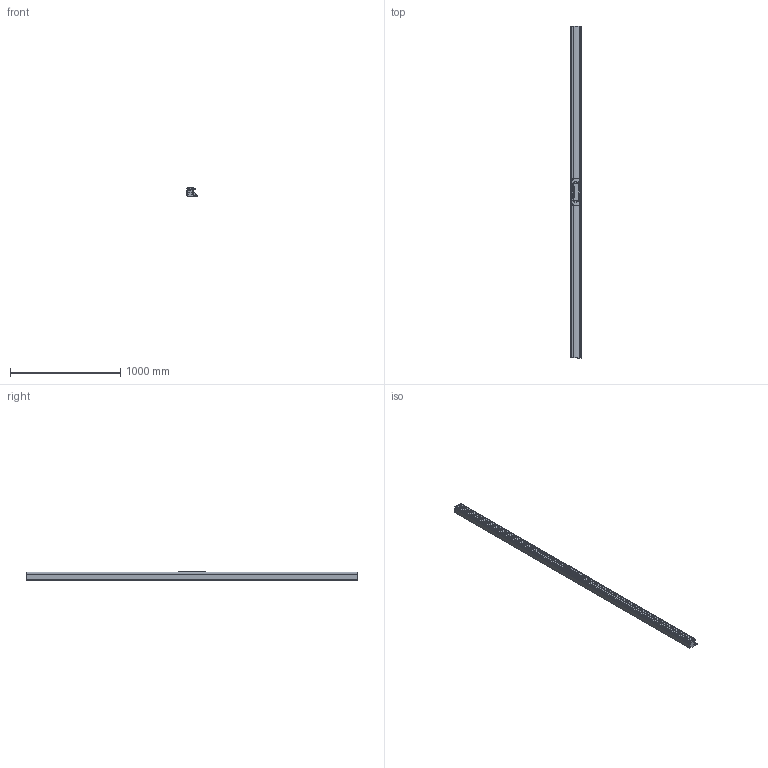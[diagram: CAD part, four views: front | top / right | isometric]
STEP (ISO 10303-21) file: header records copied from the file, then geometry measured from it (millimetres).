
FILE_DESCRIPTION (( 'STEP AP214' ), '1' );
FILE_NAME ('CPREG6300AS4_STPALL.STEP', '2023-06-07T14:09:19', ( '' ), ( '' ), 'SwSTEP 2.0', 'SolidWorks 2020', '' );
FILE_SCHEMA (( 'AUTOMOTIVE_DESIGN' ));
Length unit declared in the file: millimetre
Products named in the file (3): CPREG6_300-EMLH-4_300-4; CPREG6_300-APH-4_300-4L; CPREG6300AS4_STPALL
Assembly tree (2 placements, depth 2):
  CPREG6300AS4_STPALL
    CPREG6_300-EMLH-4_300-4
    CPREG6_300-APH-4_300-4L
Bounding box: 94.4 x 3006 x 76.7 mm (x, y, z)
Volume: 4898591.3 mm3; surface area: 3529481.8 mm2
Topology: 69 solids, 69 shells, 3855 faces, 10402 edges, 6695 vertices
Faces by surface type: plane 1595, cylinder 1170, cone 814, bspline 196, torus 80
Entity records: 188466 total; most frequent: CARTESIAN_POINT 48867, ORIENTED_EDGE 20772, DIRECTION 19844, EDGE_CURVE 10386, AXIS2_PLACEMENT_3D 7356, VERTEX_POINT 6695, VECTOR 5132, LINE 5132
